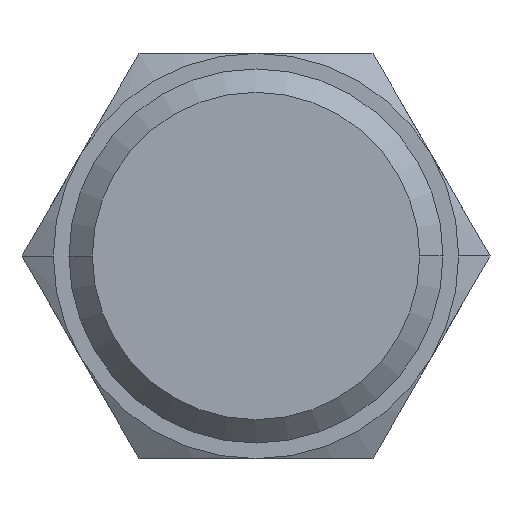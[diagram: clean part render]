
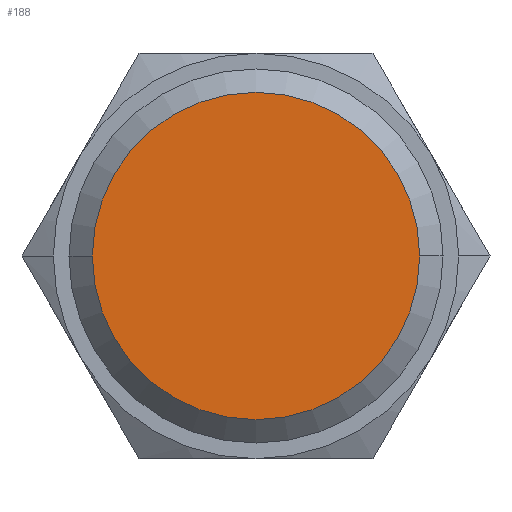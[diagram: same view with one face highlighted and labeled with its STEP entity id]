
A CAD part, front view. The second image highlights one B-rep face of the part: STEP entity #188.
In plain terms, the highlighted planar face has unit normal (0, -1, 0).
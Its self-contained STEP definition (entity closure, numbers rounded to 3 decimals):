
#188=ADVANCED_FACE('',(#285),#286,.T.);
#285=FACE_OUTER_BOUND('',#446,.T.);
#286=PLANE('',#447);
#446=EDGE_LOOP('',(#689,#690));
#447=AXIS2_PLACEMENT_3D('',#691,#692,#693);
#689=ORIENTED_EDGE('',*,*,#1149,.F.);
#690=ORIENTED_EDGE('',*,*,#1158,.F.);
#691=CARTESIAN_POINT('',(-2.625,-66.0,0.0));
#692=DIRECTION('',(0.0,-1.0,0.0));
#693=DIRECTION('',(1.0,0.0,0.0));
#1149=EDGE_CURVE('',#1324,#1326,#1327,.T.);
#1158=EDGE_CURVE('',#1326,#1324,#1339,.T.);
#1324=VERTEX_POINT('',#1621);
#1326=VERTEX_POINT('',#1624);
#1327=CIRCLE('',#1625,5.25);
#1339=CIRCLE('',#1640,5.25);
#1621=CARTESIAN_POINT('',(-5.25,-66.0,0.0));
#1624=CARTESIAN_POINT('',(5.25,-66.0,0.));
#1625=AXIS2_PLACEMENT_3D('',#2435,#2436,#2437);
#1640=AXIS2_PLACEMENT_3D('',#2456,#2457,#2458);
#2435=CARTESIAN_POINT('',(0.0,-66.0,0.0));
#2436=DIRECTION('',(0.0,1.0,0.0));
#2437=DIRECTION('',(-1.0,0.0,0.0));
#2456=CARTESIAN_POINT('',(0.0,-66.0,0.0));
#2457=DIRECTION('',(0.0,1.0,0.0));
#2458=DIRECTION('',(-1.0,0.0,0.0));
